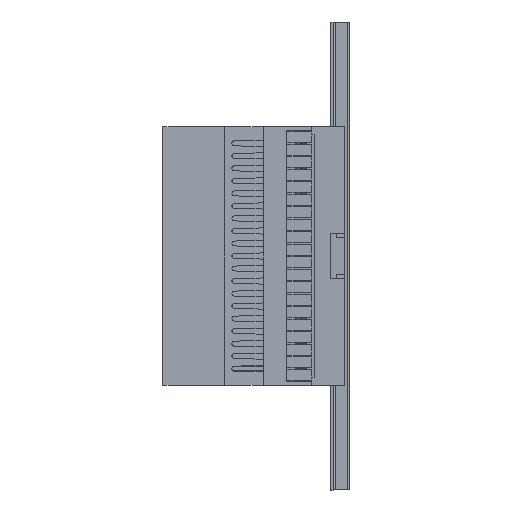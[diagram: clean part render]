
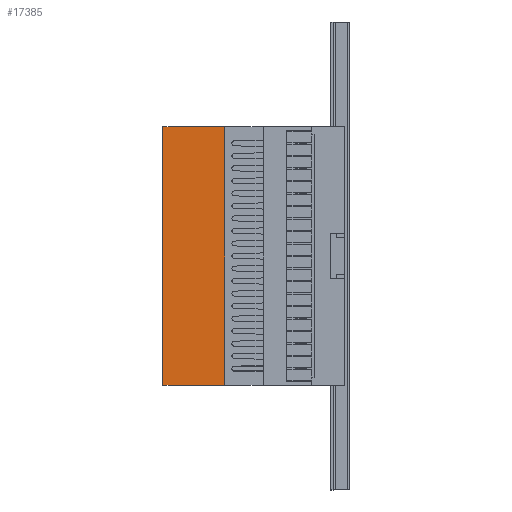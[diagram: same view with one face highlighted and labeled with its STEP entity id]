
A CAD part, left-side view. The second image highlights one B-rep face of the part: STEP entity #17385.
In plain terms, the highlighted face is planar.
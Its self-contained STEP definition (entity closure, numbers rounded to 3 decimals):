
#1146 = VECTOR ( 'NONE', #7206, 1000. ) ;
#4863 = VERTEX_POINT ( 'NONE', #11813 ) ;
#6290 = VECTOR ( 'NONE', #64082, 1000. ) ;
#7206 = DIRECTION ( 'NONE',  ( 0., -1., 0. ) ) ;
#10944 = DIRECTION ( 'NONE',  ( -1., 0., 0. ) ) ;
#11813 = CARTESIAN_POINT ( 'NONE',  ( 22.5, 35.3, 52.5 ) ) ;
#12788 = LINE ( 'NONE', #43131, #64502 ) ;
#12891 = ORIENTED_EDGE ( 'NONE', *, *, #43593, .T. ) ;
#15787 = CARTESIAN_POINT ( 'NONE',  ( 22.5, 60.3, -52.5 ) ) ;
#17385 = ADVANCED_FACE ( 'NONE', ( #54528 ), #31106, .F. ) ;
#17795 = DIRECTION ( 'NONE',  ( 0., -1., 0. ) ) ;
#19221 = EDGE_CURVE ( 'NONE', #31651, #41794, #12788, .T. ) ;
#19738 = ORIENTED_EDGE ( 'NONE', *, *, #46362, .F. ) ;
#20579 = DIRECTION ( 'NONE',  ( 0., 0., 1. ) ) ;
#27994 = VECTOR ( 'NONE', #17795, 1000. ) ;
#29874 = CARTESIAN_POINT ( 'NONE',  ( 22.5, 60.3, 52.5 ) ) ;
#31106 = PLANE ( 'NONE',  #50751 ) ;
#31480 = EDGE_CURVE ( 'NONE', #4863, #60990, #35302, .T. ) ;
#31651 = VERTEX_POINT ( 'NONE', #29874 ) ;
#32249 = EDGE_LOOP ( 'NONE', ( #40326, #19738, #40256, #12891 ) ) ;
#35302 = LINE ( 'NONE', #64279, #6290 ) ;
#40256 = ORIENTED_EDGE ( 'NONE', *, *, #19221, .F. ) ;
#40326 = ORIENTED_EDGE ( 'NONE', *, *, #31480, .T. ) ;
#40558 = LINE ( 'NONE', #41666, #27994 ) ;
#41666 = CARTESIAN_POINT ( 'NONE',  ( 22.5, 60.3, -52.5 ) ) ;
#41794 = VERTEX_POINT ( 'NONE', #58577 ) ;
#43131 = CARTESIAN_POINT ( 'NONE',  ( 22.5, 60.3, -52.5 ) ) ;
#43593 = EDGE_CURVE ( 'NONE', #31651, #4863, #60817, .T. ) ;
#46362 = EDGE_CURVE ( 'NONE', #41794, #60990, #40558, .T. ) ;
#46900 = CARTESIAN_POINT ( 'NONE',  ( 22.5, 60.3, 52.5 ) ) ;
#50751 = AXIS2_PLACEMENT_3D ( 'NONE', #15787, #10944, #20579 ) ;
#52815 = DIRECTION ( 'NONE',  ( 0., 0., -1. ) ) ;
#54528 = FACE_OUTER_BOUND ( 'NONE', #32249, .T. ) ;
#56496 = CARTESIAN_POINT ( 'NONE',  ( 22.5, 35.3, -52.5 ) ) ;
#58577 = CARTESIAN_POINT ( 'NONE',  ( 22.5, 60.3, -52.5 ) ) ;
#60817 = LINE ( 'NONE', #46900, #1146 ) ;
#60990 = VERTEX_POINT ( 'NONE', #56496 ) ;
#64082 = DIRECTION ( 'NONE',  ( 0., 0., -1. ) ) ;
#64279 = CARTESIAN_POINT ( 'NONE',  ( 22.5, 35.3, -52.5 ) ) ;
#64502 = VECTOR ( 'NONE', #52815, 1000. ) ;
